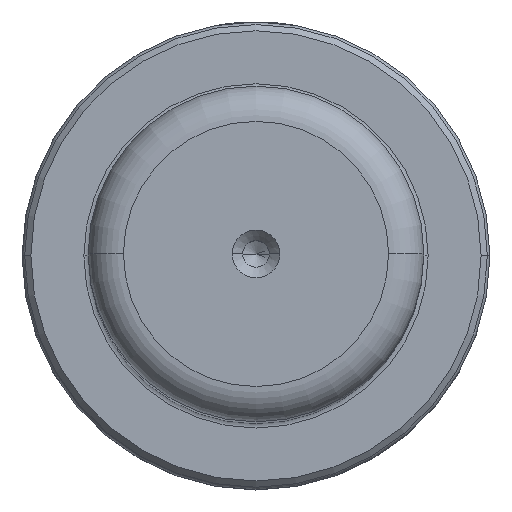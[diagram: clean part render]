
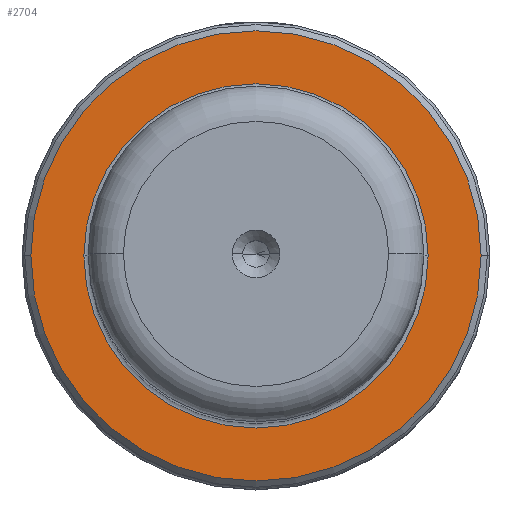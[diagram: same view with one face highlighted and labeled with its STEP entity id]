
A CAD part, top view. The second image highlights one B-rep face of the part: STEP entity #2704.
In plain terms, the highlighted planar face has unit normal (0, 0, 1).
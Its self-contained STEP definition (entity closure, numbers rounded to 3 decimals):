
#21 = AXIS2_PLACEMENT_3D ( 'NONE', #2878, #2302, #470 ) ;
#103 = VERTEX_POINT ( 'NONE', #3179 ) ;
#326 = DIRECTION ( 'NONE',  ( 0., 0., 1. ) ) ;
#332 = EDGE_CURVE ( 'NONE', #1597, #454, #2495, .T. ) ;
#361 = CARTESIAN_POINT ( 'NONE',  ( 19.5, 0., 39. ) ) ;
#454 = VERTEX_POINT ( 'NONE', #2206 ) ;
#470 = DIRECTION ( 'NONE',  ( 1., 0., 0. ) ) ;
#571 = VERTEX_POINT ( 'NONE', #634 ) ;
#634 = CARTESIAN_POINT ( 'NONE',  ( 25.5, 0., 39. ) ) ;
#662 = AXIS2_PLACEMENT_3D ( 'NONE', #3428, #1856, #2364 ) ;
#688 = AXIS2_PLACEMENT_3D ( 'NONE', #2201, #326, #3007 ) ;
#744 = CIRCLE ( 'NONE', #688, 25.5 ) ;
#812 = DIRECTION ( 'NONE',  ( 0., 0., -1. ) ) ;
#985 = AXIS2_PLACEMENT_3D ( 'NONE', #1574, #812, #1876 ) ;
#1096 = EDGE_CURVE ( 'NONE', #103, #571, #744, .T. ) ;
#1177 = EDGE_CURVE ( 'NONE', #454, #1597, #3025, .T. ) ;
#1212 = CARTESIAN_POINT ( 'NONE',  ( 0., 0., 39. ) ) ;
#1285 = FACE_BOUND ( 'NONE', #3268, .T. ) ;
#1322 = ORIENTED_EDGE ( 'NONE', *, *, #1096, .T. ) ;
#1363 = EDGE_LOOP ( 'NONE', ( #1322, #3058 ) ) ;
#1574 = CARTESIAN_POINT ( 'NONE',  ( 0., 0., 39. ) ) ;
#1597 = VERTEX_POINT ( 'NONE', #361 ) ;
#1856 = DIRECTION ( 'NONE',  ( 0., 0., 1. ) ) ;
#1876 = DIRECTION ( 'NONE',  ( -1., 0., 0. ) ) ;
#2021 = ORIENTED_EDGE ( 'NONE', *, *, #1177, .T. ) ;
#2201 = CARTESIAN_POINT ( 'NONE',  ( 0., 0., 39. ) ) ;
#2206 = CARTESIAN_POINT ( 'NONE',  ( -19.5, 0., 39. ) ) ;
#2272 = EDGE_CURVE ( 'NONE', #571, #103, #2870, .T. ) ;
#2302 = DIRECTION ( 'NONE',  ( 0., 0., 1. ) ) ;
#2364 = DIRECTION ( 'NONE',  ( 1., 0., 0. ) ) ;
#2383 = PLANE ( 'NONE',  #662 ) ;
#2482 = ORIENTED_EDGE ( 'NONE', *, *, #332, .T. ) ;
#2495 = CIRCLE ( 'NONE', #985, 19.5 ) ;
#2506 = DIRECTION ( 'NONE',  ( -1., 0., 0. ) ) ;
#2704 = ADVANCED_FACE ( 'NONE', ( #1285, #3227 ), #2383, .T. ) ;
#2870 = CIRCLE ( 'NONE', #21, 25.5 ) ;
#2878 = CARTESIAN_POINT ( 'NONE',  ( 0., 0., 39. ) ) ;
#3007 = DIRECTION ( 'NONE',  ( 1., 0., 0. ) ) ;
#3025 = CIRCLE ( 'NONE', #3197, 19.5 ) ;
#3058 = ORIENTED_EDGE ( 'NONE', *, *, #2272, .T. ) ;
#3082 = DIRECTION ( 'NONE',  ( 0., 0., -1. ) ) ;
#3179 = CARTESIAN_POINT ( 'NONE',  ( -25.5, 0., 39. ) ) ;
#3197 = AXIS2_PLACEMENT_3D ( 'NONE', #1212, #3082, #2506 ) ;
#3227 = FACE_OUTER_BOUND ( 'NONE', #1363, .T. ) ;
#3268 = EDGE_LOOP ( 'NONE', ( #2021, #2482 ) ) ;
#3428 = CARTESIAN_POINT ( 'NONE',  ( 0., 0., 39. ) ) ;
